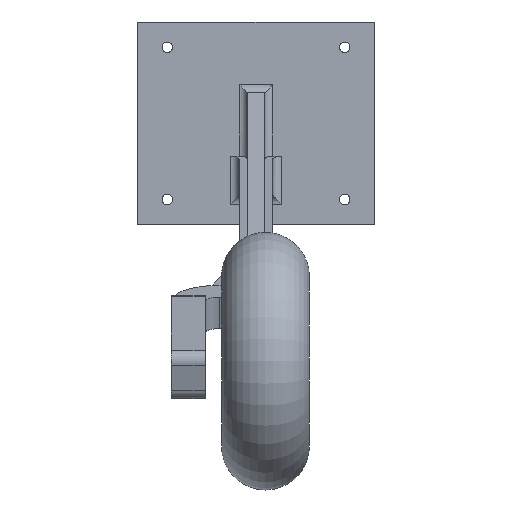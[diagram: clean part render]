
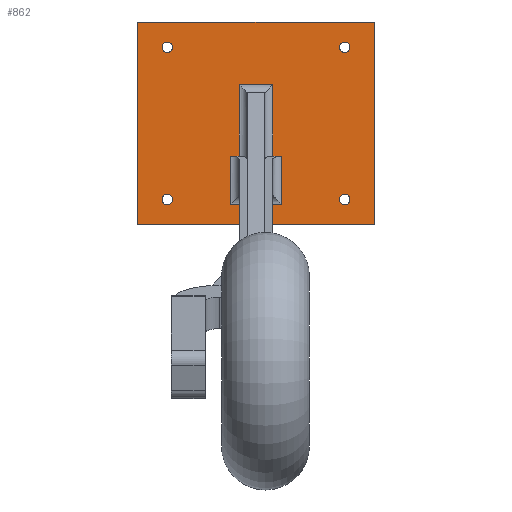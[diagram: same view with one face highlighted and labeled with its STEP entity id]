
A CAD part, front view. The second image highlights one B-rep face of the part: STEP entity #862.
In plain terms, the highlighted planar face has unit normal (0, -1, 0).
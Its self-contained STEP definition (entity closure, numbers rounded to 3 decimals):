
#35=FACE_BOUND('',#143,.T.);
#36=FACE_BOUND('',#144,.T.);
#37=FACE_BOUND('',#145,.T.);
#38=FACE_BOUND('',#146,.T.);
#39=FACE_BOUND('',#147,.T.);
#50=PLANE('',#954);
#92=FACE_OUTER_BOUND('',#142,.T.);
#142=EDGE_LOOP('',(#642,#643,#644,#645));
#143=EDGE_LOOP('',(#646));
#144=EDGE_LOOP('',(#647));
#145=EDGE_LOOP('',(#648));
#146=EDGE_LOOP('',(#649));
#147=EDGE_LOOP('',(#650,#651,#652,#653,#654,#655,#656,#657));
#192=LINE('',#1326,#268);
#198=LINE('',#1356,#274);
#203=LINE('',#1372,#279);
#204=LINE('',#1377,#280);
#206=LINE('',#1382,#282);
#207=LINE('',#1384,#283);
#208=LINE('',#1386,#284);
#209=LINE('',#1387,#285);
#210=LINE('',#1389,#286);
#211=LINE('',#1391,#287);
#212=LINE('',#1392,#288);
#213=LINE('',#1393,#289);
#268=VECTOR('',#1064,10.);
#274=VECTOR('',#1092,10.);
#279=VECTOR('',#1107,10.);
#280=VECTOR('',#1112,10.);
#282=VECTOR('',#1116,10.);
#283=VECTOR('',#1117,10.);
#284=VECTOR('',#1118,10.);
#285=VECTOR('',#1119,10.);
#286=VECTOR('',#1120,10.);
#287=VECTOR('',#1121,10.);
#288=VECTOR('',#1122,10.);
#289=VECTOR('',#1123,10.);
#345=CIRCLE('',#924,1.55);
#347=CIRCLE('',#927,1.55);
#349=CIRCLE('',#930,1.55);
#351=CIRCLE('',#933,1.55);
#381=VERTEX_POINT('',#1300);
#383=VERTEX_POINT('',#1306);
#385=VERTEX_POINT('',#1312);
#387=VERTEX_POINT('',#1318);
#388=VERTEX_POINT('',#1322);
#390=VERTEX_POINT('',#1325);
#400=VERTEX_POINT('',#1349);
#403=VERTEX_POINT('',#1354);
#408=VERTEX_POINT('',#1368);
#410=VERTEX_POINT('',#1374);
#412=VERTEX_POINT('',#1380);
#413=VERTEX_POINT('',#1381);
#414=VERTEX_POINT('',#1383);
#415=VERTEX_POINT('',#1385);
#416=VERTEX_POINT('',#1388);
#417=VERTEX_POINT('',#1390);
#466=EDGE_CURVE('',#381,#381,#345,.T.);
#469=EDGE_CURVE('',#383,#383,#347,.T.);
#472=EDGE_CURVE('',#385,#385,#349,.T.);
#475=EDGE_CURVE('',#387,#387,#351,.T.);
#477=EDGE_CURVE('',#388,#390,#192,.T.);
#492=EDGE_CURVE('',#403,#400,#198,.T.);
#500=EDGE_CURVE('',#390,#408,#203,.T.);
#502=EDGE_CURVE('',#410,#403,#204,.T.);
#504=EDGE_CURVE('',#412,#413,#206,.T.);
#505=EDGE_CURVE('',#414,#412,#207,.T.);
#506=EDGE_CURVE('',#415,#414,#208,.T.);
#507=EDGE_CURVE('',#415,#413,#209,.T.);
#508=EDGE_CURVE('',#416,#388,#210,.T.);
#509=EDGE_CURVE('',#416,#417,#211,.T.);
#510=EDGE_CURVE('',#400,#417,#212,.T.);
#511=EDGE_CURVE('',#410,#408,#213,.T.);
#642=ORIENTED_EDGE('',*,*,#504,.F.);
#643=ORIENTED_EDGE('',*,*,#505,.F.);
#644=ORIENTED_EDGE('',*,*,#506,.F.);
#645=ORIENTED_EDGE('',*,*,#507,.T.);
#646=ORIENTED_EDGE('',*,*,#466,.T.);
#647=ORIENTED_EDGE('',*,*,#469,.T.);
#648=ORIENTED_EDGE('',*,*,#472,.T.);
#649=ORIENTED_EDGE('',*,*,#475,.T.);
#650=ORIENTED_EDGE('',*,*,#508,.F.);
#651=ORIENTED_EDGE('',*,*,#509,.T.);
#652=ORIENTED_EDGE('',*,*,#510,.F.);
#653=ORIENTED_EDGE('',*,*,#492,.F.);
#654=ORIENTED_EDGE('',*,*,#502,.F.);
#655=ORIENTED_EDGE('',*,*,#511,.T.);
#656=ORIENTED_EDGE('',*,*,#500,.F.);
#657=ORIENTED_EDGE('',*,*,#477,.F.);
#862=ADVANCED_FACE('',(#92,#35,#36,#37,#38,#39),#50,.T.);
#924=AXIS2_PLACEMENT_3D('',#1302,#1037,#1038);
#927=AXIS2_PLACEMENT_3D('',#1308,#1044,#1045);
#930=AXIS2_PLACEMENT_3D('',#1314,#1051,#1052);
#933=AXIS2_PLACEMENT_3D('',#1320,#1058,#1059);
#954=AXIS2_PLACEMENT_3D('',#1379,#1114,#1115);
#1037=DIRECTION('center_axis',(0.,1.,0.));
#1038=DIRECTION('ref_axis',(0.,0.,1.));
#1044=DIRECTION('center_axis',(0.,1.,0.));
#1045=DIRECTION('ref_axis',(0.,0.,1.));
#1051=DIRECTION('center_axis',(0.,1.,0.));
#1052=DIRECTION('ref_axis',(0.,0.,1.));
#1058=DIRECTION('center_axis',(0.,1.,0.));
#1059=DIRECTION('ref_axis',(0.,0.,1.));
#1064=DIRECTION('',(1.,0.,0.));
#1092=DIRECTION('',(-1.,0.,0.));
#1107=DIRECTION('',(0.,0.,1.));
#1112=DIRECTION('',(0.,0.,1.));
#1114=DIRECTION('center_axis',(0.,-1.,0.));
#1115=DIRECTION('ref_axis',(0.,0.,-1.));
#1116=DIRECTION('',(0.,0.,-1.));
#1117=DIRECTION('',(1.,0.,0.));
#1118=DIRECTION('',(0.,0.,1.));
#1119=DIRECTION('',(1.,0.,0.));
#1120=DIRECTION('',(0.,0.,-1.));
#1121=DIRECTION('',(1.,0.,0.));
#1122=DIRECTION('',(0.,0.,-1.));
#1123=DIRECTION('',(1.,0.,0.));
#1300=CARTESIAN_POINT('',(-26.25,100.,-9.05));
#1302=CARTESIAN_POINT('Origin',(-26.25,100.,-7.5));
#1306=CARTESIAN_POINT('',(26.25,100.,35.95));
#1308=CARTESIAN_POINT('Origin',(26.25,100.,37.5));
#1312=CARTESIAN_POINT('',(-26.25,100.,35.95));
#1314=CARTESIAN_POINT('Origin',(-26.25,100.,37.5));
#1318=CARTESIAN_POINT('',(26.25,100.,-9.05));
#1320=CARTESIAN_POINT('Origin',(26.25,100.,-7.5));
#1322=CARTESIAN_POINT('',(-7.5,100.,-8.891));
#1325=CARTESIAN_POINT('',(7.5,100.,-8.891));
#1326=CARTESIAN_POINT('',(2.5,100.,-8.891));
#1349=CARTESIAN_POINT('',(-5.,100.,26.469));
#1354=CARTESIAN_POINT('',(5.,100.,26.469));
#1356=CARTESIAN_POINT('',(1.25,100.,26.469));
#1368=CARTESIAN_POINT('',(7.5,100.,5.321));
#1372=CARTESIAN_POINT('',(7.5,100.,20.59));
#1374=CARTESIAN_POINT('',(5.,100.,5.321));
#1377=CARTESIAN_POINT('',(5.,100.,2.978));
#1379=CARTESIAN_POINT('Origin',(0.,100.,45.));
#1380=CARTESIAN_POINT('',(35.,100.,45.));
#1381=CARTESIAN_POINT('',(35.,100.,-15.));
#1382=CARTESIAN_POINT('',(35.,100.,0.));
#1383=CARTESIAN_POINT('',(-35.,100.,45.));
#1384=CARTESIAN_POINT('',(0.,100.,45.));
#1385=CARTESIAN_POINT('',(-35.,100.,-15.));
#1386=CARTESIAN_POINT('',(-35.,100.,0.));
#1387=CARTESIAN_POINT('',(0.,100.,-15.));
#1388=CARTESIAN_POINT('',(-7.5,100.,5.321));
#1389=CARTESIAN_POINT('',(-7.5,100.,15.891));
#1390=CARTESIAN_POINT('',(-5.,100.,5.321));
#1391=CARTESIAN_POINT('',(-2.5,100.,5.321));
#1392=CARTESIAN_POINT('',(-5.,100.,2.978));
#1393=CARTESIAN_POINT('',(-2.5,100.,5.321));
